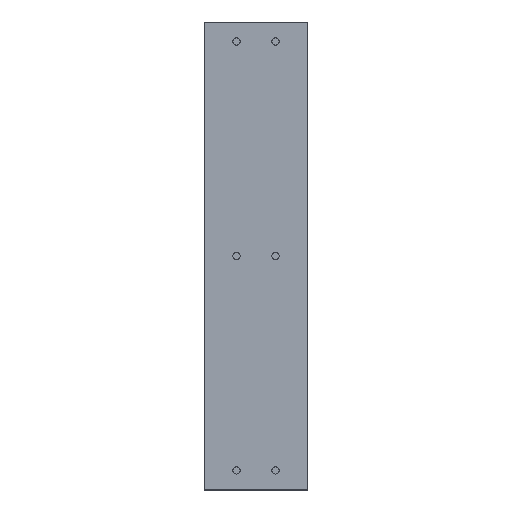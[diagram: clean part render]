
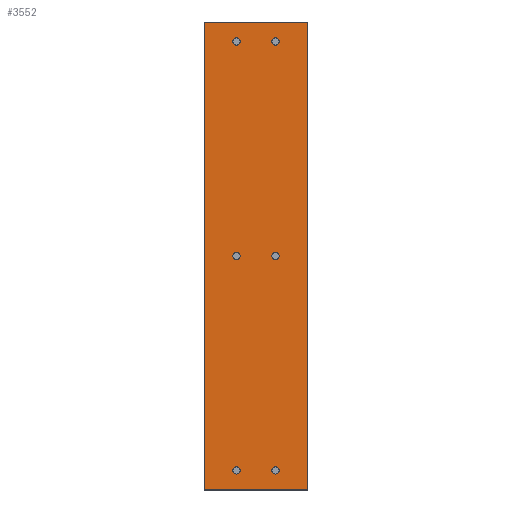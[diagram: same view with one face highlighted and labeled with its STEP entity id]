
A CAD part, top view. The second image highlights one B-rep face of the part: STEP entity #3552.
In plain terms, the highlighted planar face has unit normal (0, 0, 1).
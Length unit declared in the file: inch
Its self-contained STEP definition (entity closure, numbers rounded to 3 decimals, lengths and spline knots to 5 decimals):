
#2774=CARTESIAN_POINT('',(-0.3055,-2.125,0.3775));
#2775=VERTEX_POINT('',#2774);
#2791=CARTESIAN_POINT('',(-0.4445,-2.125,0.3775));
#2792=VERTEX_POINT('',#2791);
#2799=CARTESIAN_POINT('',(-0.375,-2.125,0.3775));
#2800=DIRECTION('',(0.0,0.0,-1.0));
#2801=DIRECTION('',(1.0,0.0,0.0));
#2802=AXIS2_PLACEMENT_3D('',#2799,#2800,#2801);
#2803=CIRCLE('',#2802,0.0695);
#2804=EDGE_CURVE('',#2775,#2792,#2803,.T.);
#2837=CARTESIAN_POINT('',(0.4445,6.125,0.3775));
#2838=VERTEX_POINT('',#2837);
#2854=CARTESIAN_POINT('',(0.3055,6.125,0.3775));
#2855=VERTEX_POINT('',#2854);
#2862=CARTESIAN_POINT('',(0.375,6.125,0.3775));
#2863=DIRECTION('',(0.0,0.0,-1.0));
#2864=DIRECTION('',(1.0,0.0,0.0));
#2865=AXIS2_PLACEMENT_3D('',#2862,#2863,#2864);
#2866=CIRCLE('',#2865,0.0695);
#2867=EDGE_CURVE('',#2838,#2855,#2866,.T.);
#2900=CARTESIAN_POINT('',(0.4445,-2.125,0.3775));
#2901=VERTEX_POINT('',#2900);
#2917=CARTESIAN_POINT('',(0.3055,-2.125,0.3775));
#2918=VERTEX_POINT('',#2917);
#2925=CARTESIAN_POINT('',(0.375,-2.125,0.3775));
#2926=DIRECTION('',(0.0,0.0,-1.0));
#2927=DIRECTION('',(1.0,0.0,0.0));
#2928=AXIS2_PLACEMENT_3D('',#2925,#2926,#2927);
#2929=CIRCLE('',#2928,0.0695);
#2930=EDGE_CURVE('',#2901,#2918,#2929,.T.);
#2963=CARTESIAN_POINT('',(-0.3055,2.,0.3775));
#2964=VERTEX_POINT('',#2963);
#2980=CARTESIAN_POINT('',(-0.4445,2.,0.3775));
#2981=VERTEX_POINT('',#2980);
#2988=CARTESIAN_POINT('',(-0.375,2.,0.3775));
#2989=DIRECTION('',(0.0,0.0,-1.0));
#2990=DIRECTION('',(1.0,0.0,0.0));
#2991=AXIS2_PLACEMENT_3D('',#2988,#2989,#2990);
#2992=CIRCLE('',#2991,0.0695);
#2993=EDGE_CURVE('',#2964,#2981,#2992,.T.);
#3026=CARTESIAN_POINT('',(0.4445,2.,0.3775));
#3027=VERTEX_POINT('',#3026);
#3043=CARTESIAN_POINT('',(0.3055,2.,0.3775));
#3044=VERTEX_POINT('',#3043);
#3051=CARTESIAN_POINT('',(0.375,2.,0.3775));
#3052=DIRECTION('',(0.0,0.0,-1.0));
#3053=DIRECTION('',(1.0,0.0,0.0));
#3054=AXIS2_PLACEMENT_3D('',#3051,#3052,#3053);
#3055=CIRCLE('',#3054,0.0695);
#3056=EDGE_CURVE('',#3027,#3044,#3055,.T.);
#3089=CARTESIAN_POINT('',(-0.3055,6.125,0.3775));
#3090=VERTEX_POINT('',#3089);
#3106=CARTESIAN_POINT('',(-0.4445,6.125,0.3775));
#3107=VERTEX_POINT('',#3106);
#3114=CARTESIAN_POINT('',(-0.375,6.125,0.3775));
#3115=DIRECTION('',(0.0,0.0,-1.0));
#3116=DIRECTION('',(1.0,0.0,0.0));
#3117=AXIS2_PLACEMENT_3D('',#3114,#3115,#3116);
#3118=CIRCLE('',#3117,0.0695);
#3119=EDGE_CURVE('',#3090,#3107,#3118,.T.);
#3151=CARTESIAN_POINT('',(-0.375,6.125,0.3775));
#3152=DIRECTION('',(0.0,0.0,-1.0));
#3153=DIRECTION('',(1.0,0.0,0.0));
#3154=AXIS2_PLACEMENT_3D('',#3151,#3152,#3153);
#3155=CIRCLE('',#3154,0.0695);
#3156=EDGE_CURVE('',#3107,#3090,#3155,.T.);
#3196=CARTESIAN_POINT('',(0.375,2.,0.3775));
#3197=DIRECTION('',(0.0,0.0,-1.0));
#3198=DIRECTION('',(1.0,0.0,0.0));
#3199=AXIS2_PLACEMENT_3D('',#3196,#3197,#3198);
#3200=CIRCLE('',#3199,0.0695);
#3201=EDGE_CURVE('',#3044,#3027,#3200,.T.);
#3241=CARTESIAN_POINT('',(-0.375,2.,0.3775));
#3242=DIRECTION('',(0.0,0.0,-1.0));
#3243=DIRECTION('',(1.0,0.0,0.0));
#3244=AXIS2_PLACEMENT_3D('',#3241,#3242,#3243);
#3245=CIRCLE('',#3244,0.0695);
#3246=EDGE_CURVE('',#2981,#2964,#3245,.T.);
#3286=CARTESIAN_POINT('',(0.375,-2.125,0.3775));
#3287=DIRECTION('',(0.0,0.0,-1.0));
#3288=DIRECTION('',(1.0,0.0,0.0));
#3289=AXIS2_PLACEMENT_3D('',#3286,#3287,#3288);
#3290=CIRCLE('',#3289,0.0695);
#3291=EDGE_CURVE('',#2918,#2901,#3290,.T.);
#3331=CARTESIAN_POINT('',(0.375,6.125,0.3775));
#3332=DIRECTION('',(0.0,0.0,-1.0));
#3333=DIRECTION('',(1.0,0.0,0.0));
#3334=AXIS2_PLACEMENT_3D('',#3331,#3332,#3333);
#3335=CIRCLE('',#3334,0.0695);
#3336=EDGE_CURVE('',#2855,#2838,#3335,.T.);
#3354=CARTESIAN_POINT('',(1.,6.5,0.3775));
#3355=VERTEX_POINT('',#3354);
#3356=CARTESIAN_POINT('',(-1.,6.5,0.3775));
#3357=VERTEX_POINT('',#3356);
#3358=CARTESIAN_POINT('',(1.,6.5,0.3775));
#3359=DIRECTION('',(-1.0,0.0,0.0));
#3360=VECTOR('',#3359,2.0);
#3361=LINE('',#3358,#3360);
#3362=EDGE_CURVE('',#3355,#3357,#3361,.T.);
#3480=CARTESIAN_POINT('',(-0.375,-2.125,0.3775));
#3481=DIRECTION('',(0.0,0.0,-1.0));
#3482=DIRECTION('',(1.0,0.0,0.0));
#3483=AXIS2_PLACEMENT_3D('',#3480,#3481,#3482);
#3484=CIRCLE('',#3483,0.0695);
#3485=EDGE_CURVE('',#2792,#2775,#3484,.T.);
#3498=CARTESIAN_POINT('',(1.0,-2.5,0.3775));
#3499=DIRECTION('',(0.0,0.0,1.0));
#3500=DIRECTION('',(1.0,0.0,0.0));
#3501=AXIS2_PLACEMENT_3D('',#3498,#3499,#3500);
#3502=PLANE('',#3501);
#3503=CARTESIAN_POINT('',(-1.0,-2.5,0.3775));
#3504=VERTEX_POINT('',#3503);
#3505=CARTESIAN_POINT('',(-1.0,-2.5,0.3775));
#3506=DIRECTION('',(0.0,1.0,0.0));
#3507=VECTOR('',#3506,9.0);
#3508=LINE('',#3505,#3507);
#3509=EDGE_CURVE('',#3504,#3357,#3508,.T.);
#3510=ORIENTED_EDGE('',*,*,#3509,.F.);
#3511=CARTESIAN_POINT('',(1.0,-2.5,0.3775));
#3512=VERTEX_POINT('',#3511);
#3513=CARTESIAN_POINT('',(-1.0,-2.5,0.3775));
#3514=DIRECTION('',(1.0,0.0,0.0));
#3515=VECTOR('',#3514,2.0);
#3516=LINE('',#3513,#3515);
#3517=EDGE_CURVE('',#3504,#3512,#3516,.T.);
#3518=ORIENTED_EDGE('',*,*,#3517,.T.);
#3519=CARTESIAN_POINT('',(1.0,-2.5,0.3775));
#3520=DIRECTION('',(0.0,1.0,0.0));
#3521=VECTOR('',#3520,9.0);
#3522=LINE('',#3519,#3521);
#3523=EDGE_CURVE('',#3512,#3355,#3522,.T.);
#3524=ORIENTED_EDGE('',*,*,#3523,.T.);
#3525=ORIENTED_EDGE('',*,*,#3362,.T.);
#3526=EDGE_LOOP('',(#3510,#3518,#3524,#3525));
#3527=FACE_OUTER_BOUND('',#3526,.T.);
#3528=ORIENTED_EDGE('',*,*,#3119,.T.);
#3529=ORIENTED_EDGE('',*,*,#3156,.T.);
#3530=EDGE_LOOP('',(#3528,#3529));
#3531=FACE_BOUND('',#3530,.T.);
#3532=ORIENTED_EDGE('',*,*,#3056,.T.);
#3533=ORIENTED_EDGE('',*,*,#3201,.T.);
#3534=EDGE_LOOP('',(#3532,#3533));
#3535=FACE_BOUND('',#3534,.T.);
#3536=ORIENTED_EDGE('',*,*,#2993,.T.);
#3537=ORIENTED_EDGE('',*,*,#3246,.T.);
#3538=EDGE_LOOP('',(#3536,#3537));
#3539=FACE_BOUND('',#3538,.T.);
#3540=ORIENTED_EDGE('',*,*,#2930,.T.);
#3541=ORIENTED_EDGE('',*,*,#3291,.T.);
#3542=EDGE_LOOP('',(#3540,#3541));
#3543=FACE_BOUND('',#3542,.T.);
#3544=ORIENTED_EDGE('',*,*,#2867,.T.);
#3545=ORIENTED_EDGE('',*,*,#3336,.T.);
#3546=EDGE_LOOP('',(#3544,#3545));
#3547=FACE_BOUND('',#3546,.T.);
#3548=ORIENTED_EDGE('',*,*,#2804,.T.);
#3549=ORIENTED_EDGE('',*,*,#3485,.T.);
#3550=EDGE_LOOP('',(#3548,#3549));
#3551=FACE_BOUND('',#3550,.T.);
#3552=ADVANCED_FACE('',(#3527,#3531,#3535,#3539,#3543,#3547,#3551),#3502,.T.);
